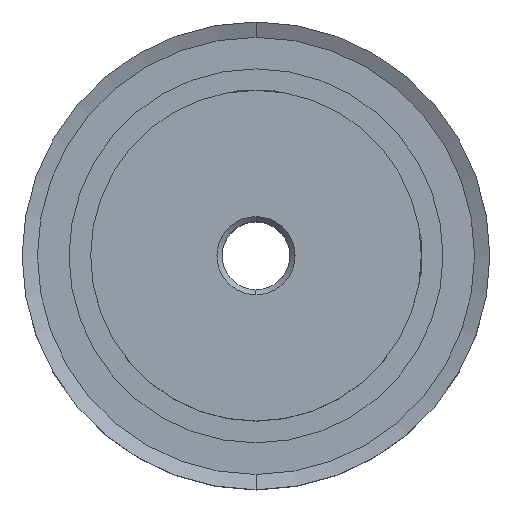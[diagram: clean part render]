
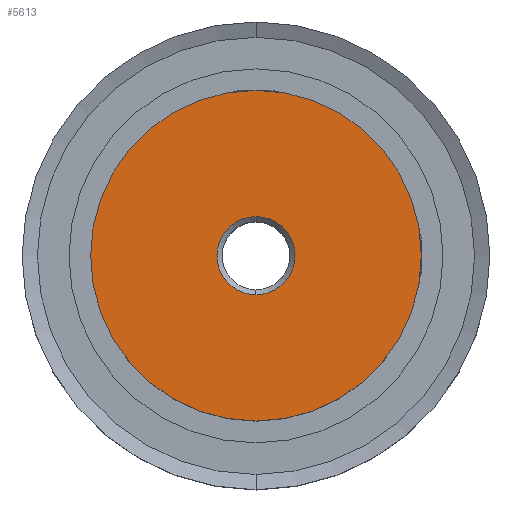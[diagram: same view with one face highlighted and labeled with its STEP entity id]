
A CAD part, top view. The second image highlights one B-rep face of the part: STEP entity #5613.
In plain terms, the highlighted planar face has unit normal (0, 0, 1).
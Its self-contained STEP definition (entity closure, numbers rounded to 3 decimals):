
#14=CARTESIAN_POINT('',(0.,0.,8.));
#15=DIRECTION('',(0.,0.,1.));
#16=DIRECTION('',(0.,1.,0.));
#17=AXIS2_PLACEMENT_3D('',#14,#15,#16);
#19=CARTESIAN_POINT('',(0.,0.,8.));
#20=DIRECTION('',(0.,0.,-1.));
#21=DIRECTION('',(0.,1.,0.));
#22=AXIS2_PLACEMENT_3D('',#19,#20,#21);
#29=CARTESIAN_POINT('',(0.,0.,8.));
#30=DIRECTION('',(0.,0.,-1.));
#31=DIRECTION('',(0.,1.,0.));
#32=AXIS2_PLACEMENT_3D('',#29,#30,#31);
#4129=CARTESIAN_POINT('',(0.,0.,8.));
#4130=DIRECTION('',(0.,0.,1.));
#4131=DIRECTION('',(0.,1.,0.));
#4132=AXIS2_PLACEMENT_3D('',#4129,#4130,#4131);
#4444=CARTESIAN_POINT('',(0.,14.6,8.));
#4445=CARTESIAN_POINT('',(0.,-14.6,8.));
#4446=VERTEX_POINT('',#4444);
#4447=VERTEX_POINT('',#4445);
#4864=CARTESIAN_POINT('',(0.,3.45,8.));
#4865=CARTESIAN_POINT('',(0.,-3.45,8.));
#4866=VERTEX_POINT('',#4864);
#4867=VERTEX_POINT('',#4865);
#5596=CARTESIAN_POINT('',(0.,0.,8.));
#5597=DIRECTION('',(0.,0.,-1.));
#5598=DIRECTION('',(0.,-1.,0.));
#5599=AXIS2_PLACEMENT_3D('',#5596,#5597,#5598);
#5600=PLANE('',#5599);
#5602=ORIENTED_EDGE('',*,*,#5601,.F.);
#5604=ORIENTED_EDGE('',*,*,#5603,.T.);
#5605=EDGE_LOOP('',(#5602,#5604));
#5606=FACE_OUTER_BOUND('',#5605,.F.);
#5608=ORIENTED_EDGE('',*,*,#5607,.F.);
#5610=ORIENTED_EDGE('',*,*,#5609,.T.);
#5611=EDGE_LOOP('',(#5608,#5610));
#5612=FACE_BOUND('',#5611,.F.);
#18=CIRCLE('',#17,14.6);
#23=CIRCLE('',#22,14.6);
#33=CIRCLE('',#32,3.45);
#4133=CIRCLE('',#4132,3.45);
#5601=EDGE_CURVE('',#4446,#4447,#18,.T.);
#5603=EDGE_CURVE('',#4446,#4447,#23,.T.);
#5607=EDGE_CURVE('',#4866,#4867,#33,.T.);
#5609=EDGE_CURVE('',#4866,#4867,#4133,.T.);
#5613=ADVANCED_FACE('',(#5606,#5612),#5600,.F.);
